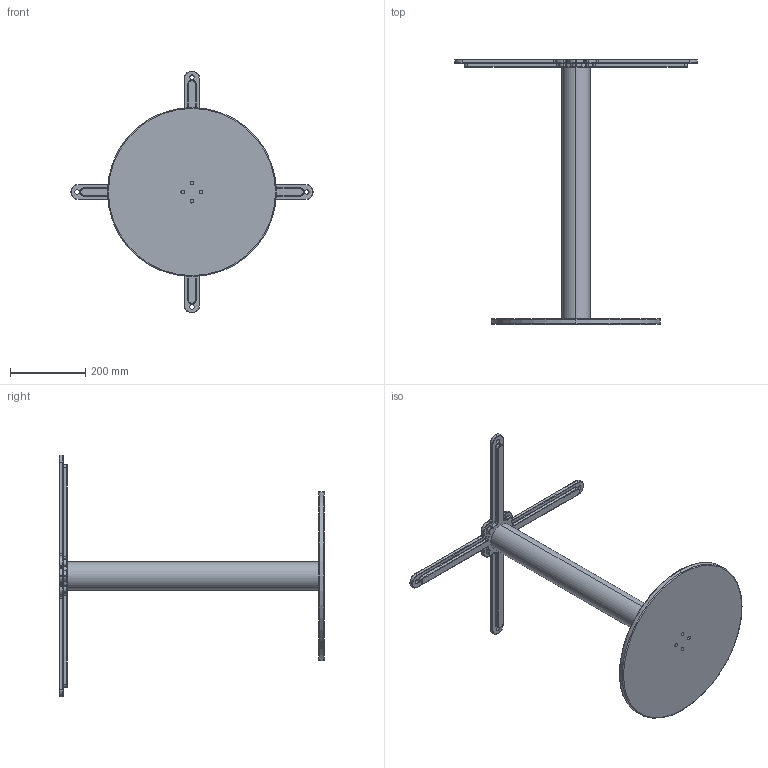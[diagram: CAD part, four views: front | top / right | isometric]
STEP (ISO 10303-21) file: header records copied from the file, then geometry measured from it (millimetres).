
FILE_DESCRIPTION(('STEP AP214'),'1');
FILE_NAME('3036422 Livia RS schwarz.STP','2024-11-12T10:33:36',(' '),(' '),'Spatial InterOp 3D',' ',' ');
FILE_SCHEMA(('AUTOMOTIVE_DESIGN { 1 0 10303 214 1 1 1 1 }'));
Length unit declared in the file: millimetre
Products named in the file (1): Cut-Extrude3[1]
Bounding box: 644.25 x 705 x 643.93 mm (x, y, z)
Volume: 6076127.9 mm3; surface area: 662551.9 mm2
Topology: 3 solids, 3 shells, 398 faces, 920 edges, 524 vertices
Faces by surface type: torus 176, cylinder 170, plane 38, sphere 12, cone 2
Entity records: 11370 total; most frequent: DIRECTION 2374, CARTESIAN_POINT 1833, ORIENTED_EDGE 1816, AXIS2_PLACEMENT_3D 1065, EDGE_CURVE 908, CIRCLE 664, VERTEX_POINT 524, EDGE_LOOP 424
